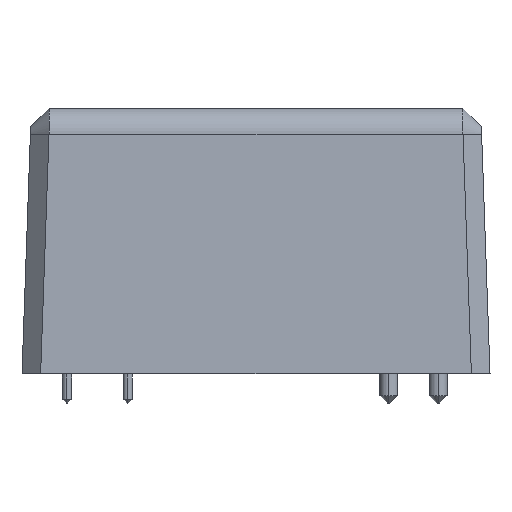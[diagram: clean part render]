
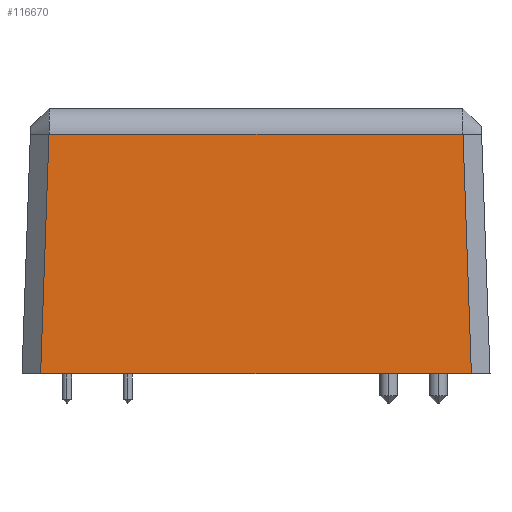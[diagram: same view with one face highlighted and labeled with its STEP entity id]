
A CAD part, left-side view. The second image highlights one B-rep face of the part: STEP entity #116670.
In plain terms, the highlighted planar face has unit normal (-0.999, 0, 0.035).
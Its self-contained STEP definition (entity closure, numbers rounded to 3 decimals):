
#116280=CARTESIAN_POINT('',(1.988,29.553,-18.));
#116290=DIRECTION('',(-0.999,0.,0.035));
#116300=DIRECTION('',(0.035,0.,0.999));
#116310=AXIS2_PLACEMENT_3D('',#116280,#116290,#116300);
#116320=PLANE('',#116310);
#116330=CARTESIAN_POINT('',(2.917,52.554,
8.605));
#116340=DIRECTION('',(-0.035,0.035,
-0.999));
#116350=VECTOR('',#116340,1.);
#116360=LINE('',#116330,#116350);
#116370=CARTESIAN_POINT('',(2.917,52.554,
8.605));
#116380=VERTEX_POINT('',#116370);
#116390=CARTESIAN_POINT('',(1.988,53.483,-18.));
#116400=VERTEX_POINT('',#116390);
#116410=EDGE_CURVE('',#116380,#116400,#116360,.T.);
#116420=ORIENTED_EDGE('',*,*,#116410,.T.);
#116430=CARTESIAN_POINT('',(2.917,52.554,
8.605));
#116440=DIRECTION('',(0.,-1.,0.));
#116450=VECTOR('',#116440,1.);
#116460=LINE('',#116430,#116450);
#116470=CARTESIAN_POINT('',(2.917,6.552,
8.605));
#116480=VERTEX_POINT('',#116470);
#116490=EDGE_CURVE('',#116380,#116480,#116460,.T.);
#116500=ORIENTED_EDGE('',*,*,#116490,.F.);
#116510=CARTESIAN_POINT('',(1.988,5.623,-18.));
#116520=DIRECTION('',(0.035,0.035,
0.999));
#116530=VECTOR('',#116520,1.);
#116540=LINE('',#116510,#116530);
#116550=CARTESIAN_POINT('',(1.988,5.623,-18.));
#116560=VERTEX_POINT('',#116550);
#116570=EDGE_CURVE('',#116560,#116480,#116540,.T.);
#116580=ORIENTED_EDGE('',*,*,#116570,.T.);
#116590=CARTESIAN_POINT('',(1.988,5.623,-18.));
#116600=DIRECTION('',(0.,1.,0.));
#116610=VECTOR('',#116600,1.);
#116620=LINE('',#116590,#116610);
#116630=EDGE_CURVE('',#116560,#116400,#116620,.T.);
#116640=ORIENTED_EDGE('',*,*,#116630,.F.);
#116650=EDGE_LOOP('',(#116640,#116580,#116500,#116420));
#116660=FACE_OUTER_BOUND('',#116650,.T.);
#116670=ADVANCED_FACE('',(#116660),#116320,.T.);
